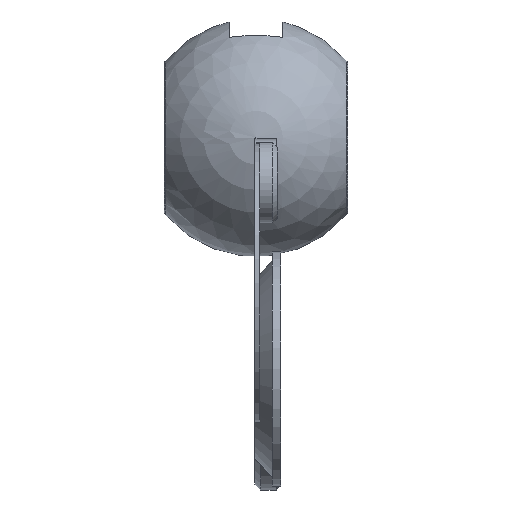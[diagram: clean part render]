
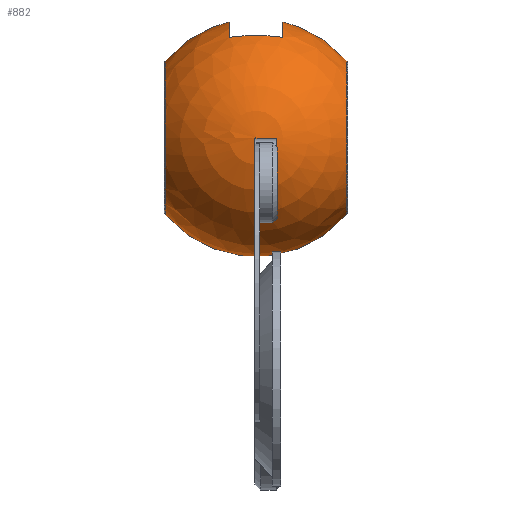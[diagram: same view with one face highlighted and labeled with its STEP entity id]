
A CAD part, top view. The second image highlights one B-rep face of the part: STEP entity #882.
In plain terms, the highlighted spherical face has radius 21.273 mm.
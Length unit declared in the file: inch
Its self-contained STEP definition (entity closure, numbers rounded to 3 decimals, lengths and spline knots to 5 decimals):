
#12=SPHERICAL_SURFACE('',#1173,0.8375);
#14=B_SPLINE_CURVE_WITH_KNOTS('',3,(#1859,#1860,#1861,#1862,#1863,#1864,
#1865,#1866,#1867,#1868,#1869,#1870,#1871,#1872,#1873,#1874,#1875),
 .UNSPECIFIED.,.T.,.F.,(4,1,1,1,1,1,1,1,1,1,1,1,1,1,4),(4.12449,
4.71371,5.30292,5.89213,6.48135,6.87416,
7.65977,8.44539,8.8382,9.23101,10.01663,
10.40944,11.19505,11.78427,12.37348),
 .UNSPECIFIED.);
#17=B_SPLINE_CURVE_WITH_KNOTS('',3,(#1901,#1902,#1903,#1904,#1905,#1906,
#1907),.UNSPECIFIED.,.F.,.F.,(4,1,1,1,4),(-4.12449,-3.53528,
-2.94607,-2.16045,-2.06388),.UNSPECIFIED.);
#18=B_SPLINE_CURVE_WITH_KNOTS('',3,(#1909,#1910,#1911,#1912,#1913,#1914,
#1915),.UNSPECIFIED.,.F.,.F.,(4,1,1,1,4),(2.06172,2.35685,
2.94607,3.53528,4.12449),.UNSPECIFIED.);
#19=B_SPLINE_CURVE_WITH_KNOTS('',3,(#1918,#1919,#1920,#1921,#1922,#1923,
#1924,#1925,#1926,#1927,#1928),.UNSPECIFIED.,.F.,.F.,(4,1,1,1,1,1,1,1,4),
(-2.06388,-1.76764,-0.98202,-0.58921,
0.1964,0.58921,1.37483,1.76764,2.06172),
 .UNSPECIFIED.);
#20=B_SPLINE_CURVE_WITH_KNOTS('',3,(#1938,#1939,#1940,#1941,#1942,#1943,
#1944,#1945,#1946,#1947),.UNSPECIFIED.,.F.,.F.,(4,2,2,2,4),(1.31152,
1.45183,1.77983,2.10783,2.24814),
 .UNSPECIFIED.);
#21=B_SPLINE_CURVE_WITH_KNOTS('',3,(#1950,#1951,#1952,#1953,#1954,#1955,
#1956,#1957,#1958,#1959),.UNSPECIFIED.,.F.,.F.,(4,2,2,2,4),(1.31152,
1.45183,1.77983,2.10783,2.24814),
 .UNSPECIFIED.);
#115=FACE_BOUND('',#234,.T.);
#116=FACE_BOUND('',#235,.T.);
#172=FACE_OUTER_BOUND('',#233,.T.);
#233=EDGE_LOOP('',(#787,#788,#789,#790,#791,#792,#793,#794,#795));
#234=EDGE_LOOP('',(#796,#797,#798,#799));
#235=EDGE_LOOP('',(#800));
#366=CIRCLE('',#1174,0.8375);
#367=CIRCLE('',#1175,0.8375);
#368=CIRCLE('',#1176,0.4975);
#369=CIRCLE('',#1177,0.4975);
#370=CIRCLE('',#1178,0.8159);
#371=CIRCLE('',#1179,0.8159);
#452=VERTEX_POINT('',#1857);
#454=VERTEX_POINT('',#1899);
#455=VERTEX_POINT('',#1900);
#456=VERTEX_POINT('',#1908);
#457=VERTEX_POINT('',#1916);
#458=VERTEX_POINT('',#1929);
#459=VERTEX_POINT('',#1931);
#460=VERTEX_POINT('',#1934);
#461=VERTEX_POINT('',#1935);
#462=VERTEX_POINT('',#1937);
#463=VERTEX_POINT('',#1948);
#566=EDGE_CURVE('',#452,#452,#14,.T.);
#569=EDGE_CURVE('',#454,#455,#17,.T.);
#570=EDGE_CURVE('',#456,#454,#18,.T.);
#571=EDGE_CURVE('',#457,#456,#366,.T.);
#572=EDGE_CURVE('',#455,#456,#19,.T.);
#573=EDGE_CURVE('',#455,#458,#367,.T.);
#574=EDGE_CURVE('',#459,#458,#368,.T.);
#575=EDGE_CURVE('',#458,#459,#369,.T.);
#576=EDGE_CURVE('',#460,#461,#370,.T.);
#577=EDGE_CURVE('',#461,#462,#20,.T.);
#578=EDGE_CURVE('',#462,#463,#371,.T.);
#579=EDGE_CURVE('',#463,#460,#21,.T.);
#787=ORIENTED_EDGE('',*,*,#569,.F.);
#788=ORIENTED_EDGE('',*,*,#570,.F.);
#789=ORIENTED_EDGE('',*,*,#571,.F.);
#790=ORIENTED_EDGE('',*,*,#571,.T.);
#791=ORIENTED_EDGE('',*,*,#572,.F.);
#792=ORIENTED_EDGE('',*,*,#573,.T.);
#793=ORIENTED_EDGE('',*,*,#574,.F.);
#794=ORIENTED_EDGE('',*,*,#575,.F.);
#795=ORIENTED_EDGE('',*,*,#573,.F.);
#796=ORIENTED_EDGE('',*,*,#576,.T.);
#797=ORIENTED_EDGE('',*,*,#577,.T.);
#798=ORIENTED_EDGE('',*,*,#578,.T.);
#799=ORIENTED_EDGE('',*,*,#579,.T.);
#800=ORIENTED_EDGE('',*,*,#566,.F.);
#882=ADVANCED_FACE('',(#172,#115,#116),#12,.T.);
#1173=AXIS2_PLACEMENT_3D('',#1898,#1471,#1472);
#1174=AXIS2_PLACEMENT_3D('',#1917,#1473,#1474);
#1175=AXIS2_PLACEMENT_3D('',#1930,#1475,#1476);
#1176=AXIS2_PLACEMENT_3D('',#1932,#1477,#1478);
#1177=AXIS2_PLACEMENT_3D('',#1933,#1479,#1480);
#1178=AXIS2_PLACEMENT_3D('',#1936,#1481,#1482);
#1179=AXIS2_PLACEMENT_3D('',#1949,#1483,#1484);
#1471=DIRECTION('center_axis',(0.,0.,1.));
#1472=DIRECTION('ref_axis',(1.,0.,0.));
#1473=DIRECTION('center_axis',(0.,-1.,0.));
#1474=DIRECTION('ref_axis',(-1.,0.,0.));
#1475=DIRECTION('center_axis',(0.,-1.,0.));
#1476=DIRECTION('ref_axis',(-1.,0.,0.));
#1477=DIRECTION('center_axis',(0.,0.,-1.));
#1478=DIRECTION('ref_axis',(0.,1.,0.));
#1479=DIRECTION('center_axis',(0.,0.,-1.));
#1480=DIRECTION('ref_axis',(0.,1.,0.));
#1481=DIRECTION('center_axis',(-1.,0.,0.));
#1482=DIRECTION('ref_axis',(0.,0.,-1.));
#1483=DIRECTION('center_axis',(1.,0.,0.));
#1484=DIRECTION('ref_axis',(0.,0.,1.));
#1857=CARTESIAN_POINT('',(0.64074,0.53932,0.00044));
#1859=CARTESIAN_POINT('Ctrl Pts',(0.64074,0.53932,0.00044));
#1860=CARTESIAN_POINT('Ctrl Pts',(0.64074,0.53925,0.08083));
#1861=CARTESIAN_POINT('Ctrl Pts',(0.64074,0.50229,0.24277));
#1862=CARTESIAN_POINT('Ctrl Pts',(0.64074,0.34718,0.43643));
#1863=CARTESIAN_POINT('Ctrl Pts',(0.64074,0.1233,0.54404));
#1864=CARTESIAN_POINT('Ctrl Pts',(0.64074,-0.09722,
0.54348));
#1865=CARTESIAN_POINT('Ctrl Pts',(0.64074,-0.3252,0.45393));
#1866=CARTESIAN_POINT('Ctrl Pts',(0.64074,-0.51649,
0.24735));
#1867=CARTESIAN_POINT('Ctrl Pts',(0.64074,-0.55752,
-0.02934));
#1868=CARTESIAN_POINT('Ctrl Pts',(0.64074,-0.4931,
-0.23763));
#1869=CARTESIAN_POINT('Ctrl Pts',(0.64074,-0.37073,
-0.41768));
#1870=CARTESIAN_POINT('Ctrl Pts',(0.64074,-0.17605,
-0.5299));
#1871=CARTESIAN_POINT('Ctrl Pts',(0.64074,0.09571,-0.55014));
#1872=CARTESIAN_POINT('Ctrl Pts',(0.64074,0.33082,-0.45782));
#1873=CARTESIAN_POINT('Ctrl Pts',(0.64074,0.50281,-0.24146));
#1874=CARTESIAN_POINT('Ctrl Pts',(0.64074,0.53938,-0.07995));
#1875=CARTESIAN_POINT('Ctrl Pts',(0.64074,0.53932,0.00044));
#1898=CARTESIAN_POINT('Origin',(0.,0.,0.));
#1899=CARTESIAN_POINT('',(-0.64074,0.53932,-0.00044));
#1900=CARTESIAN_POINT('',(-0.64074,0.,-0.53932));
#1901=CARTESIAN_POINT('Ctrl Pts',(-0.64074,0.53932,
-0.00044));
#1902=CARTESIAN_POINT('Ctrl Pts',(-0.64074,0.53925,
-0.08083));
#1903=CARTESIAN_POINT('Ctrl Pts',(-0.64074,0.5023,-0.24253));
#1904=CARTESIAN_POINT('Ctrl Pts',(-0.64074,0.32999,
-0.45839));
#1905=CARTESIAN_POINT('Ctrl Pts',(-0.64074,0.13408,
-0.53496));
#1906=CARTESIAN_POINT('Ctrl Pts',(-0.64074,0.01316,
-0.53948));
#1907=CARTESIAN_POINT('Ctrl Pts',(-0.64074,-0.00008,
-0.53949));
#1908=CARTESIAN_POINT('',(-0.64074,0.,0.53932));
#1909=CARTESIAN_POINT('Ctrl Pts',(-0.64074,0.00001,
0.53927));
#1910=CARTESIAN_POINT('Ctrl Pts',(-0.64074,0.04042,
0.53928));
#1911=CARTESIAN_POINT('Ctrl Pts',(-0.64074,0.1615,
0.52583));
#1912=CARTESIAN_POINT('Ctrl Pts',(-0.64074,0.34814,0.43573));
#1913=CARTESIAN_POINT('Ctrl Pts',(-0.64074,0.50274,
0.24174));
#1914=CARTESIAN_POINT('Ctrl Pts',(-0.64074,0.53938,
0.07995));
#1915=CARTESIAN_POINT('Ctrl Pts',(-0.64074,0.53932,
-0.00044));
#1916=CARTESIAN_POINT('',(0.,0.,0.8375));
#1917=CARTESIAN_POINT('Origin',(0.,0.,0.));
#1918=CARTESIAN_POINT('Ctrl Pts',(-0.64074,-0.00008,
-0.53949));
#1919=CARTESIAN_POINT('Ctrl Pts',(-0.64074,-0.0407,
-0.53949));
#1920=CARTESIAN_POINT('Ctrl Pts',(-0.64074,-0.18911,
-0.52259));
#1921=CARTESIAN_POINT('Ctrl Pts',(-0.64074,-0.37133,
-0.41707));
#1922=CARTESIAN_POINT('Ctrl Pts',(-0.64074,-0.52449,
-0.19129));
#1923=CARTESIAN_POINT('Ctrl Pts',(-0.64074,-0.55749,
0.02897));
#1924=CARTESIAN_POINT('Ctrl Pts',(-0.64074,-0.4773,
0.29017));
#1925=CARTESIAN_POINT('Ctrl Pts',(-0.64074,-0.32441,
0.45437));
#1926=CARTESIAN_POINT('Ctrl Pts',(-0.64074,-0.13433,
0.52879));
#1927=CARTESIAN_POINT('Ctrl Pts',(-0.64074,-0.04026,
0.53926));
#1928=CARTESIAN_POINT('Ctrl Pts',(-0.64074,0.00001,
0.53927));
#1929=CARTESIAN_POINT('',(-0.4975,0.,-0.67372));
#1930=CARTESIAN_POINT('Origin',(0.,0.,0.));
#1931=CARTESIAN_POINT('',(0.,-0.4975,-0.67372));
#1932=CARTESIAN_POINT('Origin',(0.,0.,-0.67372));
#1933=CARTESIAN_POINT('Origin',(0.,0.,-0.67372));
#1934=CARTESIAN_POINT('',(-0.189,0.70756,0.40626));
#1935=CARTESIAN_POINT('',(-0.189,0.70756,-0.40626));
#1936=CARTESIAN_POINT('Origin',(-0.189,0.,0.));
#1937=CARTESIAN_POINT('',(0.189,0.70756,-0.40626));
#1938=CARTESIAN_POINT('Ctrl Pts',(-0.189,0.70756,-0.40626));
#1939=CARTESIAN_POINT('Ctrl Pts',(-0.17017,0.71022,-0.41038));
#1940=CARTESIAN_POINT('Ctrl Pts',(-0.15118,0.7125,
-0.41384));
#1941=CARTESIAN_POINT('Ctrl Pts',(-0.08768,0.71877,
-0.42323));
#1942=CARTESIAN_POINT('Ctrl Pts',(-0.04304,0.72091,
-0.42626));
#1943=CARTESIAN_POINT('Ctrl Pts',(0.04304,0.72091,
-0.42626));
#1944=CARTESIAN_POINT('Ctrl Pts',(0.08768,0.71877,
-0.42323));
#1945=CARTESIAN_POINT('Ctrl Pts',(0.15118,0.7125,-0.41384));
#1946=CARTESIAN_POINT('Ctrl Pts',(0.17017,0.71022,-0.41038));
#1947=CARTESIAN_POINT('Ctrl Pts',(0.189,0.70756,-0.40626));
#1948=CARTESIAN_POINT('',(0.189,0.70756,0.40626));
#1949=CARTESIAN_POINT('Origin',(0.189,0.,0.));
#1950=CARTESIAN_POINT('Ctrl Pts',(0.189,0.70756,0.40626));
#1951=CARTESIAN_POINT('Ctrl Pts',(0.17017,0.71022,0.41038));
#1952=CARTESIAN_POINT('Ctrl Pts',(0.15118,0.7125,0.41384));
#1953=CARTESIAN_POINT('Ctrl Pts',(0.08768,0.71877,
0.42323));
#1954=CARTESIAN_POINT('Ctrl Pts',(0.04304,0.72091,
0.42626));
#1955=CARTESIAN_POINT('Ctrl Pts',(-0.04304,0.72091,
0.42626));
#1956=CARTESIAN_POINT('Ctrl Pts',(-0.08768,0.71877,
0.42323));
#1957=CARTESIAN_POINT('Ctrl Pts',(-0.15118,0.7125,
0.41384));
#1958=CARTESIAN_POINT('Ctrl Pts',(-0.17017,0.71022,0.41038));
#1959=CARTESIAN_POINT('Ctrl Pts',(-0.189,0.70756,0.40626));
